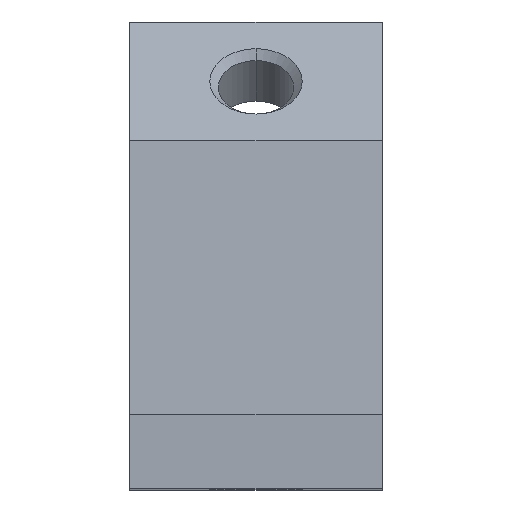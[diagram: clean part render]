
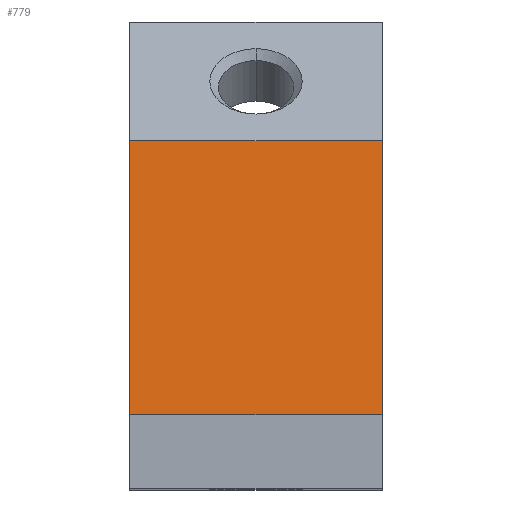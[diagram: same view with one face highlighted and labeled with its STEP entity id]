
A CAD part, top view. The second image highlights one B-rep face of the part: STEP entity #779.
In plain terms, the highlighted planar face has unit normal (0, 0.924, 0.383).
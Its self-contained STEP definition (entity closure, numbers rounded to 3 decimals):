
#33 = ORIENTED_EDGE ( 'NONE', *, *, #760, .F. ) ;
#65 = EDGE_CURVE ( 'NONE', #775, #879, #1011, .T. ) ;
#99 = VECTOR ( 'NONE', #1140, 1000. ) ;
#114 = FACE_OUTER_BOUND ( 'NONE', #349, .T. ) ;
#122 = CARTESIAN_POINT ( 'NONE',  ( 15., 41.578, -29.133 ) ) ;
#152 = CARTESIAN_POINT ( 'NONE',  ( -15., 41.578, -29.133 ) ) ;
#287 = LINE ( 'NONE', #122, #1138 ) ;
#324 = CARTESIAN_POINT ( 'NONE',  ( 15., 41.578, -29.133 ) ) ;
#328 = VERTEX_POINT ( 'NONE', #1224 ) ;
#330 = LINE ( 'NONE', #1139, #972 ) ;
#349 = EDGE_LOOP ( 'NONE', ( #389, #33, #872, #1072 ) ) ;
#353 = DIRECTION ( 'NONE',  ( 0., -0.924, -0.383 ) ) ;
#385 = EDGE_CURVE ( 'NONE', #504, #328, #868, .T. ) ;
#389 = ORIENTED_EDGE ( 'NONE', *, *, #385, .T. ) ;
#426 = PLANE ( 'NONE',  #620 ) ;
#504 = VERTEX_POINT ( 'NONE', #152 ) ;
#514 = CARTESIAN_POINT ( 'NONE',  ( 15., 8.8, 50. ) ) ;
#519 = CARTESIAN_POINT ( 'NONE',  ( 15., 41.578, -29.133 ) ) ;
#537 = DIRECTION ( 'NONE',  ( 0., 0.383, -0.924 ) ) ;
#566 = CARTESIAN_POINT ( 'NONE',  ( -15., 41.578, -29.133 ) ) ;
#620 = AXIS2_PLACEMENT_3D ( 'NONE', #519, #353, #537 ) ;
#681 = CARTESIAN_POINT ( 'NONE',  ( 15., 41.578, -29.133 ) ) ;
#715 = DIRECTION ( 'NONE',  ( 0., -0.383, 0.924 ) ) ;
#758 = DIRECTION ( 'NONE',  ( -1., 0., 0. ) ) ;
#760 = EDGE_CURVE ( 'NONE', #879, #328, #330, .T. ) ;
#775 = VERTEX_POINT ( 'NONE', #681 ) ;
#779 = ADVANCED_FACE ( 'NONE', ( #114 ), #426, .F. ) ;
#868 = LINE ( 'NONE', #566, #99 ) ;
#872 = ORIENTED_EDGE ( 'NONE', *, *, #65, .F. ) ;
#879 = VERTEX_POINT ( 'NONE', #514 ) ;
#972 = VECTOR ( 'NONE', #758, 1000. ) ;
#1011 = LINE ( 'NONE', #324, #1212 ) ;
#1072 = ORIENTED_EDGE ( 'NONE', *, *, #1302, .T. ) ;
#1118 = DIRECTION ( 'NONE',  ( -1., 0., 0. ) ) ;
#1138 = VECTOR ( 'NONE', #1118, 1000. ) ;
#1139 = CARTESIAN_POINT ( 'NONE',  ( 15., 8.8, 50. ) ) ;
#1140 = DIRECTION ( 'NONE',  ( 0., -0.383, 0.924 ) ) ;
#1212 = VECTOR ( 'NONE', #715, 1000. ) ;
#1224 = CARTESIAN_POINT ( 'NONE',  ( -15., 8.8, 50. ) ) ;
#1302 = EDGE_CURVE ( 'NONE', #775, #504, #287, .T. ) ;
